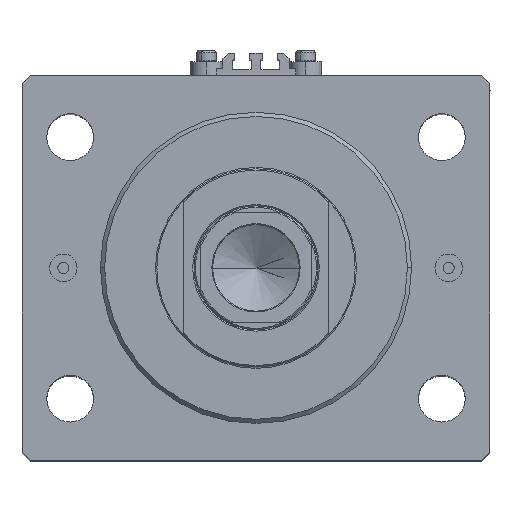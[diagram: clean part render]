
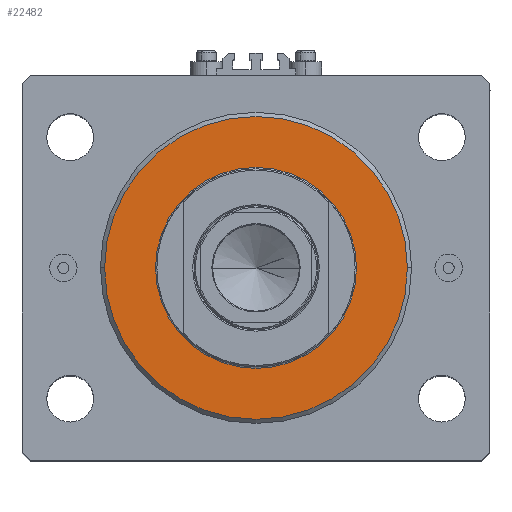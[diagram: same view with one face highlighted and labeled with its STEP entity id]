
A CAD part, top view. The second image highlights one B-rep face of the part: STEP entity #22482.
In plain terms, the highlighted face is planar.
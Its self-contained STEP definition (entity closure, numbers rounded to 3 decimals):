
#653 = CARTESIAN_POINT ( 'NONE',  ( 55., 0., 0. ) ) ;
#2483 = EDGE_CURVE ( 'NONE', #7886, #4901, #34491, .T. ) ;
#2960 = DIRECTION ( 'NONE',  ( 1., 0., 0. ) ) ;
#3572 = FACE_BOUND ( 'NONE', #38903, .T. ) ;
#4164 = EDGE_LOOP ( 'NONE', ( #11933, #39868 ) ) ;
#4901 = VERTEX_POINT ( 'NONE', #653 ) ;
#4958 = EDGE_CURVE ( 'NONE', #43677, #13281, #19143, .T. ) ;
#5089 = CARTESIAN_POINT ( 'NONE',  ( 0., 0., 0. ) ) ;
#5848 = CIRCLE ( 'NONE', #20334, 55. ) ;
#6865 = AXIS2_PLACEMENT_3D ( 'NONE', #7132, #21464, #21698 ) ;
#7132 = CARTESIAN_POINT ( 'NONE',  ( 0., 0., 0. ) ) ;
#7886 = VERTEX_POINT ( 'NONE', #41569 ) ;
#10790 = ORIENTED_EDGE ( 'NONE', *, *, #4958, .T. ) ;
#10987 = DIRECTION ( 'NONE',  ( 0., 0., 1. ) ) ;
#11933 = ORIENTED_EDGE ( 'NONE', *, *, #38387, .T. ) ;
#13281 = VERTEX_POINT ( 'NONE', #16907 ) ;
#13311 = DIRECTION ( 'NONE',  ( 1., 0., 0. ) ) ;
#13478 = CARTESIAN_POINT ( 'NONE',  ( 0., 0., 0. ) ) ;
#14571 = PLANE ( 'NONE',  #40238 ) ;
#16907 = CARTESIAN_POINT ( 'NONE',  ( 36.5, 0., 0. ) ) ;
#19143 = CIRCLE ( 'NONE', #36680, 36.5 ) ;
#20334 = AXIS2_PLACEMENT_3D ( 'NONE', #13478, #32085, #2960 ) ;
#21464 = DIRECTION ( 'NONE',  ( 0., 0., -1. ) ) ;
#21698 = DIRECTION ( 'NONE',  ( 1., 0., 0. ) ) ;
#22482 = ADVANCED_FACE ( 'NONE', ( #3572, #32695 ), #14571, .F. ) ;
#27396 = DIRECTION ( 'NONE',  ( 0., 0., 1. ) ) ;
#31315 = CIRCLE ( 'NONE', #38915, 36.5 ) ;
#32085 = DIRECTION ( 'NONE',  ( 0., 0., -1. ) ) ;
#32695 = FACE_OUTER_BOUND ( 'NONE', #4164, .T. ) ;
#33125 = ORIENTED_EDGE ( 'NONE', *, *, #44531, .T. ) ;
#34491 = CIRCLE ( 'NONE', #6865, 55. ) ;
#35258 = CARTESIAN_POINT ( 'NONE',  ( 0., 0., 0. ) ) ;
#36680 = AXIS2_PLACEMENT_3D ( 'NONE', #35258, #27396, #45758 ) ;
#37792 = DIRECTION ( 'NONE',  ( 0., 0., 1. ) ) ;
#38387 = EDGE_CURVE ( 'NONE', #4901, #7886, #5848, .T. ) ;
#38903 = EDGE_LOOP ( 'NONE', ( #33125, #10790 ) ) ;
#38915 = AXIS2_PLACEMENT_3D ( 'NONE', #5089, #37792, #44947 ) ;
#39738 = CARTESIAN_POINT ( 'NONE',  ( -36.5, 0., 0. ) ) ;
#39868 = ORIENTED_EDGE ( 'NONE', *, *, #2483, .T. ) ;
#40238 = AXIS2_PLACEMENT_3D ( 'NONE', #43684, #10987, #13311 ) ;
#41569 = CARTESIAN_POINT ( 'NONE',  ( -55., 0., 0. ) ) ;
#43677 = VERTEX_POINT ( 'NONE', #39738 ) ;
#43684 = CARTESIAN_POINT ( 'NONE',  ( 0., 0., 0. ) ) ;
#44531 = EDGE_CURVE ( 'NONE', #13281, #43677, #31315, .T. ) ;
#44947 = DIRECTION ( 'NONE',  ( 1., 0., 0. ) ) ;
#45758 = DIRECTION ( 'NONE',  ( 1., 0., 0. ) ) ;
